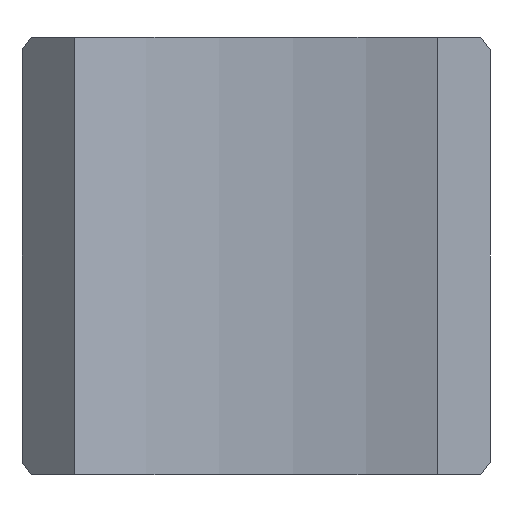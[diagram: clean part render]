
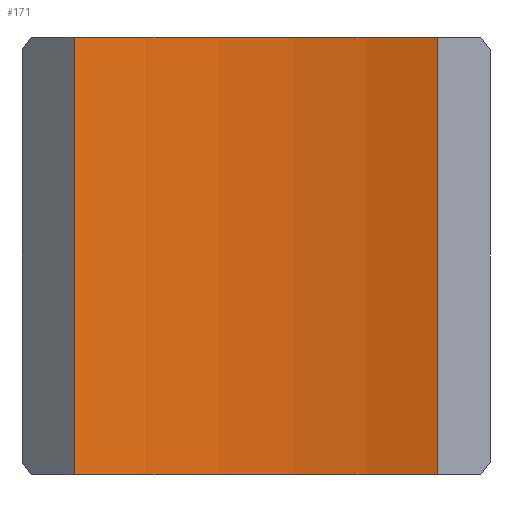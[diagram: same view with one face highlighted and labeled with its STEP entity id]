
A CAD part, front view. The second image highlights one B-rep face of the part: STEP entity #171.
In plain terms, the highlighted cylindrical face has radius 11.113 mm (diameter 22.225 mm), a partial arc.
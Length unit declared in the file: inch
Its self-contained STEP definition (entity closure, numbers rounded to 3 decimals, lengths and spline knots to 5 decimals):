
#41 = EDGE_CURVE ( 'NONE', #201, #683, #388, .T. ) ;
#51 = FACE_OUTER_BOUND ( 'NONE', #273, .T. ) ;
#56 = DIRECTION ( 'NONE',  ( 0., 0., -1. ) ) ;
#64 = CARTESIAN_POINT ( 'NONE',  ( 0., -0.59061, 0.35 ) ) ;
#79 = AXIS2_PLACEMENT_3D ( 'NONE', #547, #56, #135 ) ;
#86 = CARTESIAN_POINT ( 'NONE',  ( 0.14477, -0.17776, 0. ) ) ;
#120 = CARTESIAN_POINT ( 'NONE',  ( -0.14477, -0.17776, 0. ) ) ;
#135 = DIRECTION ( 'NONE',  ( -1., 0., 0. ) ) ;
#171 = ADVANCED_FACE ( 'NONE', ( #51 ), #483, .F. ) ;
#201 = VERTEX_POINT ( 'NONE', #342 ) ;
#206 = ORIENTED_EDGE ( 'NONE', *, *, #335, .T. ) ;
#220 = DIRECTION ( 'NONE',  ( 0., 0., 1. ) ) ;
#227 = CARTESIAN_POINT ( 'NONE',  ( 0.14477, -0.17776, 0.35 ) ) ;
#258 = AXIS2_PLACEMENT_3D ( 'NONE', #64, #220, #504 ) ;
#273 = EDGE_LOOP ( 'NONE', ( #608, #791, #206, #651 ) ) ;
#281 = DIRECTION ( 'NONE',  ( 1., 0., 0. ) ) ;
#329 = EDGE_CURVE ( 'NONE', #765, #538, #709, .T. ) ;
#335 = EDGE_CURVE ( 'NONE', #765, #201, #663, .T. ) ;
#342 = CARTESIAN_POINT ( 'NONE',  ( -0.14477, -0.17776, 0.35 ) ) ;
#378 = CIRCLE ( 'NONE', #857, 0.4375 ) ;
#388 = LINE ( 'NONE', #467, #826 ) ;
#402 = EDGE_CURVE ( 'NONE', #538, #683, #378, .T. ) ;
#409 = VECTOR ( 'NONE', #636, 39.37008 ) ;
#467 = CARTESIAN_POINT ( 'NONE',  ( -0.14477, -0.17776, 0.35 ) ) ;
#483 = CYLINDRICAL_SURFACE ( 'NONE', #79, 0.4375 ) ;
#504 = DIRECTION ( 'NONE',  ( 1., 0., 0. ) ) ;
#538 = VERTEX_POINT ( 'NONE', #86 ) ;
#547 = CARTESIAN_POINT ( 'NONE',  ( 0., -0.59061, 0.35 ) ) ;
#608 = ORIENTED_EDGE ( 'NONE', *, *, #402, .F. ) ;
#636 = DIRECTION ( 'NONE',  ( 0., 0., -1. ) ) ;
#651 = ORIENTED_EDGE ( 'NONE', *, *, #41, .T. ) ;
#663 = CIRCLE ( 'NONE', #258, 0.4375 ) ;
#679 = DIRECTION ( 'NONE',  ( 0., 0., -1. ) ) ;
#683 = VERTEX_POINT ( 'NONE', #120 ) ;
#709 = LINE ( 'NONE', #227, #409 ) ;
#716 = DIRECTION ( 'NONE',  ( 0., 0., 1. ) ) ;
#765 = VERTEX_POINT ( 'NONE', #779 ) ;
#779 = CARTESIAN_POINT ( 'NONE',  ( 0.14477, -0.17776, 0.35 ) ) ;
#783 = CARTESIAN_POINT ( 'NONE',  ( 0., -0.59061, 0. ) ) ;
#791 = ORIENTED_EDGE ( 'NONE', *, *, #329, .F. ) ;
#826 = VECTOR ( 'NONE', #679, 39.37008 ) ;
#857 = AXIS2_PLACEMENT_3D ( 'NONE', #783, #716, #281 ) ;
